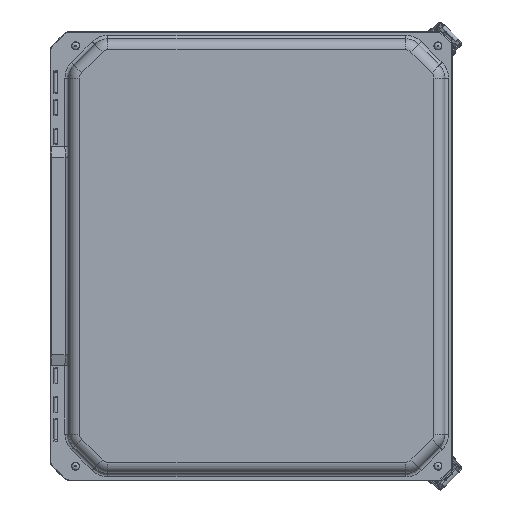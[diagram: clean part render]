
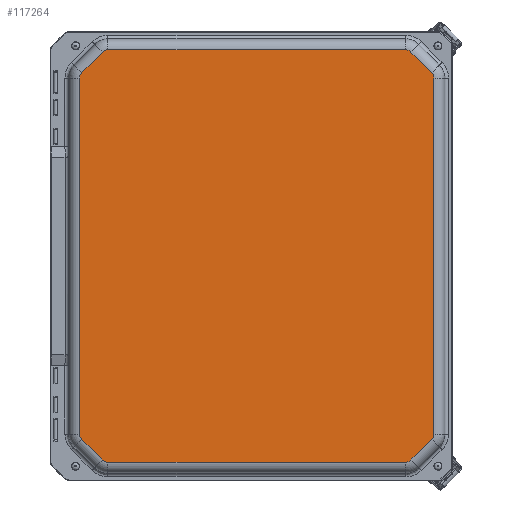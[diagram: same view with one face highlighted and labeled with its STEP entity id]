
A CAD part, top view. The second image highlights one B-rep face of the part: STEP entity #117264.
In plain terms, the highlighted planar face has unit normal (0, 0, 1).
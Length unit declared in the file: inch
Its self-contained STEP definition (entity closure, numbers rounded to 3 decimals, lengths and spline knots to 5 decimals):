
#105 = DIRECTION ( 'NONE',  ( 0., 1., 0. ) ) ;
#841 = EDGE_LOOP ( 'NONE', ( #92001, #125426, #23086, #108368, #106302, #89234, #98757, #47828, #110882, #50653, #36227, #44636, #38138, #106655, #86507, #95619 ) ) ;
#1135 = DIRECTION ( 'NONE',  ( 0.707, 0.707, 0. ) ) ;
#2462 = CARTESIAN_POINT ( 'NONE',  ( -5.13506, 7.10536, 6.343 ) ) ;
#3447 = AXIS2_PLACEMENT_3D ( 'NONE', #107646, #36033, #24705 ) ;
#4368 = FACE_OUTER_BOUND ( 'NONE', #841, .T. ) ;
#6875 = CARTESIAN_POINT ( 'NONE',  ( 6.10336, 6.13506, 6.343 ) ) ;
#8741 = DIRECTION ( 'NONE',  ( 0., -1., 0. ) ) ;
#8982 = AXIS2_PLACEMENT_3D ( 'NONE', #90662, #28262, #36934 ) ;
#9648 = DIRECTION ( 'NONE',  ( 0., 0., 1. ) ) ;
#11024 = VERTEX_POINT ( 'NONE', #134430 ) ;
#12113 = VERTEX_POINT ( 'NONE', #94857 ) ;
#13369 = EDGE_CURVE ( 'NONE', #34596, #126291, #86900, .T. ) ;
#14150 = EDGE_CURVE ( 'NONE', #87652, #120325, #14949, .T. ) ;
#14949 = LINE ( 'NONE', #74783, #16616 ) ;
#15709 = CARTESIAN_POINT ( 'NONE',  ( -6.031, 6.31456, 6.343 ) ) ;
#16616 = VECTOR ( 'NONE', #63896, 39.37008 ) ;
#16624 = VECTOR ( 'NONE', #114594, 39.37008 ) ;
#19462 = DIRECTION ( 'NONE',  ( 0., 0., 1. ) ) ;
#23086 = ORIENTED_EDGE ( 'NONE', *, *, #26026, .T. ) ;
#23281 = DIRECTION ( 'NONE',  ( 1., 0., 0. ) ) ;
#24327 = LINE ( 'NONE', #111135, #91215 ) ;
#24515 = EDGE_CURVE ( 'NONE', #27251, #120088, #104417, .T. ) ;
#24705 = DIRECTION ( 'NONE',  ( 1., 0., 0. ) ) ;
#26026 = EDGE_CURVE ( 'NONE', #79501, #64975, #129749, .T. ) ;
#26421 = VERTEX_POINT ( 'NONE', #15709 ) ;
#26994 = VECTOR ( 'NONE', #98917, 39.37008 ) ;
#27251 = VERTEX_POINT ( 'NONE', #38251 ) ;
#28262 = DIRECTION ( 'NONE',  ( 0., 0., 1. ) ) ;
#29400 = CARTESIAN_POINT ( 'NONE',  ( -6.10536, 6.13506, 6.343 ) ) ;
#32638 = VECTOR ( 'NONE', #65845, 39.37008 ) ;
#34596 = VERTEX_POINT ( 'NONE', #6875 ) ;
#34969 = VECTOR ( 'NONE', #87402, 39.37008 ) ;
#36033 = DIRECTION ( 'NONE',  ( 0., 0., 1. ) ) ;
#36227 = ORIENTED_EDGE ( 'NONE', *, *, #68901, .T. ) ;
#36330 = AXIS2_PLACEMENT_3D ( 'NONE', #81028, #133584, #8741 ) ;
#36934 = DIRECTION ( 'NONE',  ( 1., 0., 0. ) ) ;
#37498 = AXIS2_PLACEMENT_3D ( 'NONE', #60912, #102350, #133947 ) ;
#37644 = CARTESIAN_POINT ( 'NONE',  ( -6.10536, -6.13506, 6.343 ) ) ;
#38138 = ORIENTED_EDGE ( 'NONE', *, *, #87530, .T. ) ;
#38251 = CARTESIAN_POINT ( 'NONE',  ( 6.029, -6.31456, 6.343 ) ) ;
#38286 = CARTESIAN_POINT ( 'NONE',  ( 2.56603, -7.10536, 6.343 ) ) ;
#38304 = LINE ( 'NONE', #94801, #44869 ) ;
#40509 = CARTESIAN_POINT ( 'NONE',  ( 5.8495, 6.13506, 6.343 ) ) ;
#41572 = CARTESIAN_POINT ( 'NONE',  ( 5.31256, -7.031, 6.343 ) ) ;
#41894 = CIRCLE ( 'NONE', #124001, 0.25386 ) ;
#42675 = CARTESIAN_POINT ( 'NONE',  ( 6.029, 6.31456, 6.343 ) ) ;
#42956 = EDGE_CURVE ( 'NONE', #34596, #122999, #90390, .T. ) ;
#44636 = ORIENTED_EDGE ( 'NONE', *, *, #14150, .F. ) ;
#44869 = VECTOR ( 'NONE', #1135, 39.37008 ) ;
#47516 = DIRECTION ( 'NONE',  ( 0., 0., 1. ) ) ;
#47828 = ORIENTED_EDGE ( 'NONE', *, *, #42956, .F. ) ;
#48812 = VERTEX_POINT ( 'NONE', #122764 ) ;
#50653 = ORIENTED_EDGE ( 'NONE', *, *, #53513, .F. ) ;
#51487 = EDGE_CURVE ( 'NONE', #134024, #99951, #90460, .T. ) ;
#53513 = EDGE_CURVE ( 'NONE', #12113, #126291, #80132, .T. ) ;
#54669 = DIRECTION ( 'NONE',  ( 0., 0., 1. ) ) ;
#55149 = CARTESIAN_POINT ( 'NONE',  ( 5.13306, 7.10536, 6.343 ) ) ;
#57338 = CARTESIAN_POINT ( 'NONE',  ( 6.10336, -6.13506, 6.343 ) ) ;
#60912 = CARTESIAN_POINT ( 'NONE',  ( -5.13506, -6.8515, 6.343 ) ) ;
#62836 = VECTOR ( 'NONE', #105, 39.37008 ) ;
#63896 = DIRECTION ( 'NONE',  ( 1., 0., 0. ) ) ;
#64975 = VERTEX_POINT ( 'NONE', #79775 ) ;
#65845 = DIRECTION ( 'NONE',  ( -0.707, -0.707, 0. ) ) ;
#66080 = EDGE_CURVE ( 'NONE', #48812, #120088, #41894, .T. ) ;
#66273 = EDGE_CURVE ( 'NONE', #26421, #99951, #133181, .T. ) ;
#66327 = EDGE_CURVE ( 'NONE', #48812, #64975, #71125, .T. ) ;
#68734 = CIRCLE ( 'NONE', #99645, 0.25386 ) ;
#68901 = EDGE_CURVE ( 'NONE', #12113, #120325, #68734, .T. ) ;
#69640 = DIRECTION ( 'NONE',  ( 1., 0., 0. ) ) ;
#71125 = LINE ( 'NONE', #38286, #26994 ) ;
#73891 = CIRCLE ( 'NONE', #8982, 0.25386 ) ;
#74783 = CARTESIAN_POINT ( 'NONE',  ( -2.56803, 7.10536, 6.343 ) ) ;
#79501 = VERTEX_POINT ( 'NONE', #108409 ) ;
#79775 = CARTESIAN_POINT ( 'NONE',  ( -5.13506, -7.10536, 6.343 ) ) ;
#80132 = LINE ( 'NONE', #93073, #16624 ) ;
#81028 = CARTESIAN_POINT ( 'NONE',  ( 5.8495, -6.13506, 6.343 ) ) ;
#82053 = AXIS2_PLACEMENT_3D ( 'NONE', #83884, #54669, #23281 ) ;
#82891 = CARTESIAN_POINT ( 'NONE',  ( -6.10536, -3.06753, 6.343 ) ) ;
#83884 = CARTESIAN_POINT ( 'NONE',  ( -5.13506, 6.8515, 6.343 ) ) ;
#84029 = CIRCLE ( 'NONE', #82053, 0.25386 ) ;
#86507 = ORIENTED_EDGE ( 'NONE', *, *, #66273, .T. ) ;
#86900 = CIRCLE ( 'NONE', #132131, 0.25386 ) ;
#87402 = DIRECTION ( 'NONE',  ( 0., -1., 0. ) ) ;
#87530 = EDGE_CURVE ( 'NONE', #87652, #108228, #84029, .T. ) ;
#87652 = VERTEX_POINT ( 'NONE', #2462 ) ;
#89234 = ORIENTED_EDGE ( 'NONE', *, *, #24515, .F. ) ;
#89831 = DIRECTION ( 'NONE',  ( 0., -1., 0. ) ) ;
#90390 = LINE ( 'NONE', #130379, #34969 ) ;
#90460 = LINE ( 'NONE', #82891, #62836 ) ;
#90662 = CARTESIAN_POINT ( 'NONE',  ( -5.8515, -6.13506, 6.343 ) ) ;
#91215 = VECTOR ( 'NONE', #121688, 39.37008 ) ;
#92001 = ORIENTED_EDGE ( 'NONE', *, *, #94612, .T. ) ;
#93073 = CARTESIAN_POINT ( 'NONE',  ( 5.74192, 6.60164, 6.343 ) ) ;
#93094 = CIRCLE ( 'NONE', #36330, 0.25386 ) ;
#94612 = EDGE_CURVE ( 'NONE', #134024, #11024, #73891, .T. ) ;
#94801 = CARTESIAN_POINT ( 'NONE',  ( -6.10214, 6.24342, 6.343 ) ) ;
#94857 = CARTESIAN_POINT ( 'NONE',  ( 5.31256, 7.031, 6.343 ) ) ;
#95619 = ORIENTED_EDGE ( 'NONE', *, *, #51487, .F. ) ;
#98273 = EDGE_CURVE ( 'NONE', #27251, #122999, #93094, .T. ) ;
#98757 = ORIENTED_EDGE ( 'NONE', *, *, #98273, .T. ) ;
#98917 = DIRECTION ( 'NONE',  ( -1., 0., 0. ) ) ;
#99645 = AXIS2_PLACEMENT_3D ( 'NONE', #131492, #47516, #89831 ) ;
#99951 = VERTEX_POINT ( 'NONE', #29400 ) ;
#101023 = CARTESIAN_POINT ( 'NONE',  ( -5.31456, 7.031, 6.343 ) ) ;
#102350 = DIRECTION ( 'NONE',  ( 0., 0., 1. ) ) ;
#103520 = EDGE_CURVE ( 'NONE', #79501, #11024, #24327, .T. ) ;
#104417 = LINE ( 'NONE', #129262, #32638 ) ;
#106302 = ORIENTED_EDGE ( 'NONE', *, *, #66080, .T. ) ;
#106655 = ORIENTED_EDGE ( 'NONE', *, *, #130318, .F. ) ;
#107646 = CARTESIAN_POINT ( 'NONE',  ( -5.8515, 6.13506, 6.343 ) ) ;
#108228 = VERTEX_POINT ( 'NONE', #101023 ) ;
#108368 = ORIENTED_EDGE ( 'NONE', *, *, #66327, .F. ) ;
#108409 = CARTESIAN_POINT ( 'NONE',  ( -5.31456, -7.031, 6.343 ) ) ;
#110882 = ORIENTED_EDGE ( 'NONE', *, *, #13369, .T. ) ;
#111135 = CARTESIAN_POINT ( 'NONE',  ( -5.74392, -6.60164, 6.343 ) ) ;
#111604 = PLANE ( 'NONE',  #131036 ) ;
#114594 = DIRECTION ( 'NONE',  ( 0.707, -0.707, 0. ) ) ;
#115068 = CARTESIAN_POINT ( 'NONE',  ( 5.13306, -6.8515, 6.343 ) ) ;
#117264 = ADVANCED_FACE ( 'NONE', ( #4368 ), #111604, .T. ) ;
#120088 = VERTEX_POINT ( 'NONE', #41572 ) ;
#120325 = VERTEX_POINT ( 'NONE', #55149 ) ;
#121688 = DIRECTION ( 'NONE',  ( -0.707, 0.707, 0. ) ) ;
#122126 = CARTESIAN_POINT ( 'NONE',  ( -0.001, 0., 6.343 ) ) ;
#122764 = CARTESIAN_POINT ( 'NONE',  ( 5.13306, -7.10536, 6.343 ) ) ;
#122999 = VERTEX_POINT ( 'NONE', #57338 ) ;
#124001 = AXIS2_PLACEMENT_3D ( 'NONE', #115068, #124685, #135159 ) ;
#124685 = DIRECTION ( 'NONE',  ( 0., 0., 1. ) ) ;
#125426 = ORIENTED_EDGE ( 'NONE', *, *, #103520, .F. ) ;
#126291 = VERTEX_POINT ( 'NONE', #42675 ) ;
#129262 = CARTESIAN_POINT ( 'NONE',  ( 6.10014, -6.24342, 6.343 ) ) ;
#129749 = CIRCLE ( 'NONE', #37498, 0.25386 ) ;
#130318 = EDGE_CURVE ( 'NONE', #26421, #108228, #38304, .T. ) ;
#130379 = CARTESIAN_POINT ( 'NONE',  ( 6.10336, 3.06753, 6.343 ) ) ;
#131036 = AXIS2_PLACEMENT_3D ( 'NONE', #122126, #19462, #69640 ) ;
#131492 = CARTESIAN_POINT ( 'NONE',  ( 5.13306, 6.8515, 6.343 ) ) ;
#132131 = AXIS2_PLACEMENT_3D ( 'NONE', #40509, #9648, #133608 ) ;
#133181 = CIRCLE ( 'NONE', #3447, 0.25386 ) ;
#133584 = DIRECTION ( 'NONE',  ( 0., 0., 1. ) ) ;
#133608 = DIRECTION ( 'NONE',  ( 1., 0., 0. ) ) ;
#133947 = DIRECTION ( 'NONE',  ( 0., -1., 0. ) ) ;
#134024 = VERTEX_POINT ( 'NONE', #37644 ) ;
#134430 = CARTESIAN_POINT ( 'NONE',  ( -6.031, -6.31456, 6.343 ) ) ;
#135159 = DIRECTION ( 'NONE',  ( 0., -1., 0. ) ) ;
